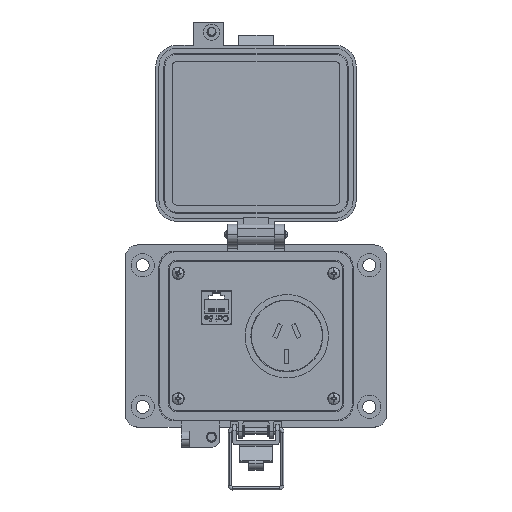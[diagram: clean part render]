
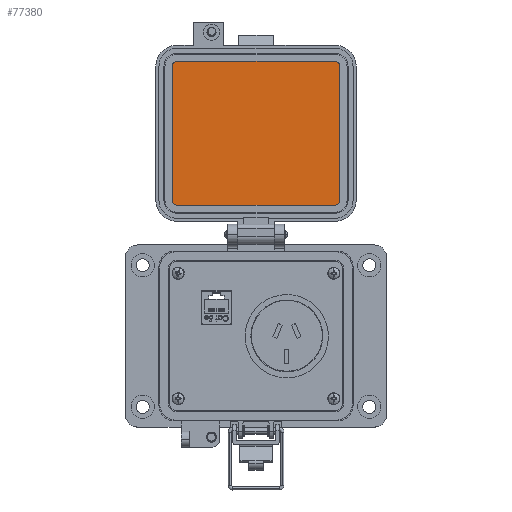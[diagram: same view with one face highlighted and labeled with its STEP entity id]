
A CAD part, top view. The second image highlights one B-rep face of the part: STEP entity #77380.
In plain terms, the highlighted planar face has unit normal (0, 0, 1).
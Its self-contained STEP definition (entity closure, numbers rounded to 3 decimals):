
#948 = CARTESIAN_POINT ( 'NONE',  ( -42.469, 57.705, 19.202 ) ) ;
#1894 = ORIENTED_EDGE ( 'NONE', *, *, #71922, .F. ) ;
#2314 = ORIENTED_EDGE ( 'NONE', *, *, #43672, .F. ) ;
#3464 = CARTESIAN_POINT ( 'NONE',  ( -44.769, 93.196, 19.202 ) ) ;
#3642 = ORIENTED_EDGE ( 'NONE', *, *, #74306, .F. ) ;
#4872 = ORIENTED_EDGE ( 'NONE', *, *, #10526, .F. ) ;
#5614 = CARTESIAN_POINT ( 'NONE',  ( -3.279, 128.688, 19.202 ) ) ;
#5922 = DIRECTION ( 'NONE',  ( 0., -1., 0. ) ) ;
#9057 = VECTOR ( 'NONE', #5922, 1000. ) ;
#10337 = CIRCLE ( 'NONE', #20066, 2.299 ) ;
#10526 = EDGE_CURVE ( 'NONE', #39461, #71532, #43598, .T. ) ;
#11542 = VERTEX_POINT ( 'NONE', #64872 ) ;
#15140 = AXIS2_PLACEMENT_3D ( 'NONE', #65826, #29520, #71874 ) ;
#15242 = VERTEX_POINT ( 'NONE', #33774 ) ;
#15261 = CIRCLE ( 'NONE', #49161, 2.299 ) ;
#16771 = DIRECTION ( 'NONE',  ( 0., 0., -1. ) ) ;
#17496 = DIRECTION ( 'NONE',  ( 0., 0., -1. ) ) ;
#17783 = DIRECTION ( 'NONE',  ( 1., 0., 0. ) ) ;
#20066 = AXIS2_PLACEMENT_3D ( 'NONE', #52951, #16771, #59109 ) ;
#20790 = CARTESIAN_POINT ( 'NONE',  ( -42.469, 128.688, 19.202 ) ) ;
#21075 = CARTESIAN_POINT ( 'NONE',  ( -42.469, 126.389, 19.202 ) ) ;
#21147 = LINE ( 'NONE', #3464, #51382 ) ;
#21690 = CARTESIAN_POINT ( 'NONE',  ( 35.912, 57.705, 19.202 ) ) ;
#25419 = VERTEX_POINT ( 'NONE', #20790 ) ;
#26444 = CARTESIAN_POINT ( 'NONE',  ( 39.871, 130.108, 19.202 ) ) ;
#27119 = EDGE_LOOP ( 'NONE', ( #2314, #78292, #1894, #60649, #73916, #27727, #3642, #4872 ) ) ;
#27137 = DIRECTION ( 'NONE',  ( 0., -1., 0. ) ) ;
#27727 = ORIENTED_EDGE ( 'NONE', *, *, #45354, .F. ) ;
#29520 = DIRECTION ( 'NONE',  ( 0., 0., -1. ) ) ;
#32486 = DIRECTION ( 'NONE',  ( -1., 0., 0. ) ) ;
#33522 = DIRECTION ( 'NONE',  ( -1., 0., 0. ) ) ;
#33774 = CARTESIAN_POINT ( 'NONE',  ( 38.212, 126.389, 19.202 ) ) ;
#36776 = FACE_OUTER_BOUND ( 'NONE', #27119, .T. ) ;
#38292 = PLANE ( 'NONE',  #70458 ) ;
#38363 = EDGE_CURVE ( 'NONE', #65250, #25419, #15261, .T. ) ;
#38826 = CARTESIAN_POINT ( 'NONE',  ( -44.769, 60.004, 19.202 ) ) ;
#39461 = VERTEX_POINT ( 'NONE', #21690 ) ;
#39590 = DIRECTION ( 'NONE',  ( 0., 1., 0. ) ) ;
#41147 = LINE ( 'NONE', #48181, #9057 ) ;
#42301 = LINE ( 'NONE', #5614, #56593 ) ;
#43598 = LINE ( 'NONE', #64026, #74014 ) ;
#43672 = EDGE_CURVE ( 'NONE', #54199, #39461, #51728, .T. ) ;
#44242 = EDGE_CURVE ( 'NONE', #15242, #54199, #41147, .T. ) ;
#45354 = EDGE_CURVE ( 'NONE', #62267, #65250, #21147, .T. ) ;
#48181 = CARTESIAN_POINT ( 'NONE',  ( 38.212, 93.196, 19.202 ) ) ;
#49161 = AXIS2_PLACEMENT_3D ( 'NONE', #21075, #63415, #27137 ) ;
#49717 = CARTESIAN_POINT ( 'NONE',  ( -44.769, 126.389, 19.202 ) ) ;
#51382 = VECTOR ( 'NONE', #39590, 1000. ) ;
#51728 = CIRCLE ( 'NONE', #15140, 2.299 ) ;
#52746 = EDGE_CURVE ( 'NONE', #25419, #11542, #42301, .T. ) ;
#52951 = CARTESIAN_POINT ( 'NONE',  ( -42.469, 60.004, 19.202 ) ) ;
#53653 = CARTESIAN_POINT ( 'NONE',  ( 35.912, 126.389, 19.202 ) ) ;
#54054 = CARTESIAN_POINT ( 'NONE',  ( 38.212, 60.004, 19.202 ) ) ;
#54199 = VERTEX_POINT ( 'NONE', #54054 ) ;
#56593 = VECTOR ( 'NONE', #17783, 1000. ) ;
#59109 = DIRECTION ( 'NONE',  ( 1., 0., 0. ) ) ;
#59829 = DIRECTION ( 'NONE',  ( 1., 0., 0. ) ) ;
#60649 = ORIENTED_EDGE ( 'NONE', *, *, #52746, .F. ) ;
#61006 = AXIS2_PLACEMENT_3D ( 'NONE', #53653, #17496, #59829 ) ;
#62267 = VERTEX_POINT ( 'NONE', #38826 ) ;
#63415 = DIRECTION ( 'NONE',  ( 0., 0., -1. ) ) ;
#64026 = CARTESIAN_POINT ( 'NONE',  ( -3.279, 57.705, 19.202 ) ) ;
#64872 = CARTESIAN_POINT ( 'NONE',  ( 35.912, 128.688, 19.202 ) ) ;
#65250 = VERTEX_POINT ( 'NONE', #49717 ) ;
#65826 = CARTESIAN_POINT ( 'NONE',  ( 35.912, 60.004, 19.202 ) ) ;
#68487 = CIRCLE ( 'NONE', #61006, 2.299 ) ;
#68774 = DIRECTION ( 'NONE',  ( 0., 0., 1. ) ) ;
#70458 = AXIS2_PLACEMENT_3D ( 'NONE', #26444, #68774, #32486 ) ;
#71532 = VERTEX_POINT ( 'NONE', #948 ) ;
#71874 = DIRECTION ( 'NONE',  ( 0., -1., 0. ) ) ;
#71922 = EDGE_CURVE ( 'NONE', #11542, #15242, #68487, .T. ) ;
#73916 = ORIENTED_EDGE ( 'NONE', *, *, #38363, .F. ) ;
#74014 = VECTOR ( 'NONE', #33522, 1000. ) ;
#74306 = EDGE_CURVE ( 'NONE', #71532, #62267, #10337, .T. ) ;
#77380 = ADVANCED_FACE ( 'NONE', ( #36776 ), #38292, .T. ) ;
#78292 = ORIENTED_EDGE ( 'NONE', *, *, #44242, .F. ) ;
